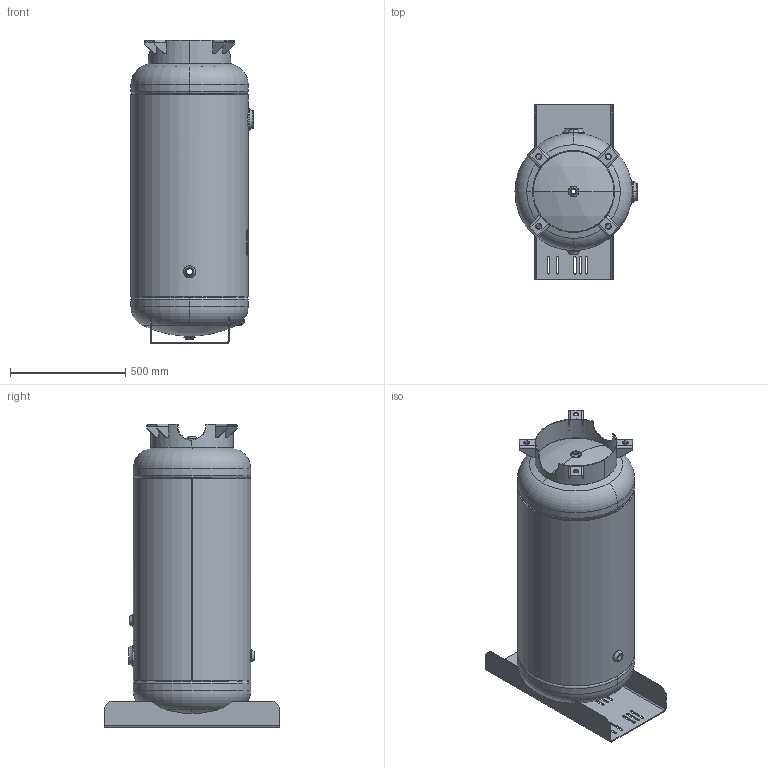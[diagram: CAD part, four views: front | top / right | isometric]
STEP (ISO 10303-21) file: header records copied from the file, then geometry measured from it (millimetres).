
FILE_DESCRIPTION (( 'STEP AP203' ), '1' );
FILE_NAME ('302413.STEP', '2012-02-03T23:34:33', ( '' ), ( '' ), 'SwSTEP 2.0', 'SolidWorks 2011', '' );
FILE_SCHEMA (( 'CONFIG_CONTROL_DESIGN' ));
Length unit declared in the file: inch
Products named in the file (1): 302413
Bounding box: 529.13 x 762 x 1317.68 mm (x, y, z)
Surface area: 4895512.4 mm2 (no closed solid volume)
Topology: 0 solids, 24 shells, 325 faces, 858 edges, 554 vertices
Faces by surface type: plane 142, cylinder 107, torus 56, bspline 16, sphere 4
Full cylindrical faces by diameter (mm): 496.468 x1, 508 x1
Entity records: 14458 total; most frequent: CARTESIAN_POINT 6278, DIRECTION 1758, ORIENTED_EDGE 1544, EDGE_CURVE 858, AXIS2_PLACEMENT_3D 672, VERTEX_POINT 554, VECTOR 414, LINE 414
